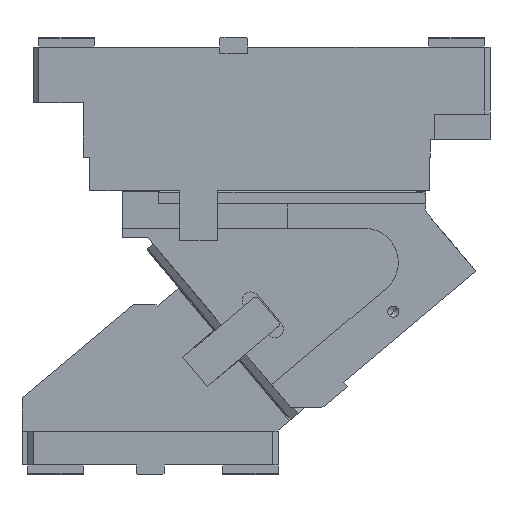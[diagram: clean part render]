
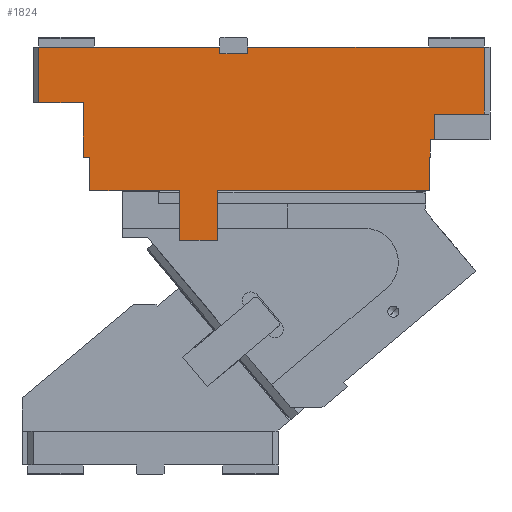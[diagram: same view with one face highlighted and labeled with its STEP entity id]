
A CAD part, front view. The second image highlights one B-rep face of the part: STEP entity #1824.
In plain terms, the highlighted planar face has unit normal (0, -1, 0).
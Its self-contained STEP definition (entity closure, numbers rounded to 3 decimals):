
#101=CARTESIAN_POINT('Vertex',(355.87,-175.,-98.77)) ;
#150=CARTESIAN_POINT('Vertex',(356.37,-175.,-98.77)) ;
#153=CARTESIAN_POINT('Line Origine',(356.12,-175.,-98.77)) ;
#176=CARTESIAN_POINT('Line Origine',(356.37,-175.,-90.935)) ;
#180=CARTESIAN_POINT('Vertex',(356.37,-175.,-83.1)) ;
#241=CARTESIAN_POINT('Vertex',(360.27,-175.,-83.1)) ;
#244=CARTESIAN_POINT('Line Origine',(358.32,-175.,-83.1)) ;
#441=CARTESIAN_POINT('Vertex',(192.5,-175.,0.)) ;
#444=CARTESIAN_POINT('Line Origine',(298.75,-175.,0.)) ;
#448=CARTESIAN_POINT('Vertex',(405.,-175.,0.)) ;
#931=CARTESIAN_POINT('Vertex',(5.,-175.,0.)) ;
#934=CARTESIAN_POINT('Line Origine',(86.25,-175.,0.)) ;
#938=CARTESIAN_POINT('Vertex',(167.5,-175.,0.)) ;
#1261=CARTESIAN_POINT('Vertex',(50.87,-175.,-128.77)) ;
#1264=CARTESIAN_POINT('Line Origine',(50.87,-175.,-113.77)) ;
#1268=CARTESIAN_POINT('Vertex',(50.87,-175.,-98.77)) ;
#1364=CARTESIAN_POINT('Vertex',(355.87,-175.,-128.77)) ;
#1367=CARTESIAN_POINT('Line Origine',(260.62,-175.,-128.77)) ;
#1371=CARTESIAN_POINT('Vertex',(165.37,-175.,-128.77)) ;
#1392=CARTESIAN_POINT('Vertex',(131.37,-175.,-128.77)) ;
#1395=CARTESIAN_POINT('Line Origine',(115.12,-175.,-128.77)) ;
#1399=CARTESIAN_POINT('Vertex',(98.87,-175.,-128.77)) ;
#1402=CARTESIAN_POINT('Line Origine',(74.87,-175.,-128.77)) ;
#1706=CARTESIAN_POINT('Axis2P3D Location',(0.,-175.,0.)) ;
#1711=CARTESIAN_POINT('Line Origine',(355.87,-175.,-113.77)) ;
#1716=CARTESIAN_POINT('Line Origine',(360.27,-175.,-71.6)) ;
#1720=CARTESIAN_POINT('Vertex',(360.27,-175.,-60.1)) ;
#1723=CARTESIAN_POINT('Line Origine',(382.635,-175.,-60.1)) ;
#1727=CARTESIAN_POINT('Vertex',(405.,-175.,-60.1)) ;
#1730=CARTESIAN_POINT('Line Origine',(405.,-175.,-30.05)) ;
#1735=CARTESIAN_POINT('Line Origine',(192.5,-175.,-3.)) ;
#1739=CARTESIAN_POINT('Vertex',(192.5,-175.,-6.)) ;
#1742=CARTESIAN_POINT('Line Origine',(180.,-175.,-6.)) ;
#1746=CARTESIAN_POINT('Vertex',(167.5,-175.,-6.)) ;
#1749=CARTESIAN_POINT('Line Origine',(167.5,-175.,-3.)) ;
#1754=CARTESIAN_POINT('Line Origine',(5.,-175.,-25.)) ;
#1758=CARTESIAN_POINT('Vertex',(5.,-175.,-50.)) ;
#1761=CARTESIAN_POINT('Line Origine',(25.,-175.,-50.)) ;
#1765=CARTESIAN_POINT('Vertex',(45.,-175.,-50.)) ;
#1768=CARTESIAN_POINT('Line Origine',(45.,-175.,-74.385)) ;
#1772=CARTESIAN_POINT('Vertex',(45.,-175.,-98.77)) ;
#1775=CARTESIAN_POINT('Line Origine',(47.935,-175.,-98.77)) ;
#1780=CARTESIAN_POINT('Line Origine',(131.37,-175.,-151.02)) ;
#1784=CARTESIAN_POINT('Vertex',(131.37,-175.,-173.27)) ;
#1787=CARTESIAN_POINT('Line Origine',(148.37,-175.,-173.27)) ;
#1791=CARTESIAN_POINT('Vertex',(165.37,-175.,-173.27)) ;
#1794=CARTESIAN_POINT('Line Origine',(165.37,-175.,-151.02)) ;
#154=DIRECTION('Vector Direction',(-1.,0.,0.)) ;
#177=DIRECTION('Vector Direction',(0.,0.,-1.)) ;
#245=DIRECTION('Vector Direction',(-1.,0.,0.)) ;
#445=DIRECTION('Vector Direction',(1.,0.,0.)) ;
#935=DIRECTION('Vector Direction',(1.,0.,0.)) ;
#1265=DIRECTION('Vector Direction',(0.,0.,-1.)) ;
#1368=DIRECTION('Vector Direction',(-1.,0.,0.)) ;
#1396=DIRECTION('Vector Direction',(-1.,0.,0.)) ;
#1403=DIRECTION('Vector Direction',(1.,0.,0.)) ;
#1707=DIRECTION('Axis2P3D Direction',(0.,1.,0.)) ;
#1708=DIRECTION('Axis2P3D XDirection',(0.,0.,1.)) ;
#1712=DIRECTION('Vector Direction',(0.,0.,-1.)) ;
#1717=DIRECTION('Vector Direction',(0.,0.,1.)) ;
#1724=DIRECTION('Vector Direction',(1.,0.,0.)) ;
#1731=DIRECTION('Vector Direction',(0.,0.,1.)) ;
#1736=DIRECTION('Vector Direction',(0.,0.,-1.)) ;
#1743=DIRECTION('Vector Direction',(1.,0.,0.)) ;
#1750=DIRECTION('Vector Direction',(0.,0.,1.)) ;
#1755=DIRECTION('Vector Direction',(0.,0.,-1.)) ;
#1762=DIRECTION('Vector Direction',(1.,0.,0.)) ;
#1769=DIRECTION('Vector Direction',(0.,0.,-1.)) ;
#1776=DIRECTION('Vector Direction',(-1.,0.,0.)) ;
#1781=DIRECTION('Vector Direction',(0.,0.,1.)) ;
#1788=DIRECTION('Vector Direction',(1.,0.,0.)) ;
#1795=DIRECTION('Vector Direction',(0.,0.,1.)) ;
#1709=AXIS2_PLACEMENT_3D('Plane Axis2P3D',#1706,#1707,#1708) ;
#1800=ORIENTED_EDGE('',*,*,#1373,.T.) ;
#1801=ORIENTED_EDGE('',*,*,#1715,.T.) ;
#1802=ORIENTED_EDGE('',*,*,#157,.F.) ;
#1803=ORIENTED_EDGE('',*,*,#182,.F.) ;
#1804=ORIENTED_EDGE('',*,*,#248,.F.) ;
#1805=ORIENTED_EDGE('',*,*,#1722,.T.) ;
#1806=ORIENTED_EDGE('',*,*,#1729,.T.) ;
#1807=ORIENTED_EDGE('',*,*,#1734,.T.) ;
#1808=ORIENTED_EDGE('',*,*,#450,.F.) ;
#1809=ORIENTED_EDGE('',*,*,#1741,.T.) ;
#1810=ORIENTED_EDGE('',*,*,#1748,.F.) ;
#1811=ORIENTED_EDGE('',*,*,#1753,.T.) ;
#1812=ORIENTED_EDGE('',*,*,#940,.F.) ;
#1813=ORIENTED_EDGE('',*,*,#1760,.T.) ;
#1814=ORIENTED_EDGE('',*,*,#1767,.T.) ;
#1815=ORIENTED_EDGE('',*,*,#1774,.T.) ;
#1816=ORIENTED_EDGE('',*,*,#1779,.F.) ;
#1817=ORIENTED_EDGE('',*,*,#1270,.T.) ;
#1818=ORIENTED_EDGE('',*,*,#1406,.T.) ;
#1819=ORIENTED_EDGE('',*,*,#1401,.T.) ;
#1820=ORIENTED_EDGE('',*,*,#1786,.F.) ;
#1821=ORIENTED_EDGE('',*,*,#1793,.T.) ;
#1822=ORIENTED_EDGE('',*,*,#1798,.T.) ;
#155=VECTOR('Line Direction',#154,1.) ;
#178=VECTOR('Line Direction',#177,1.) ;
#246=VECTOR('Line Direction',#245,1.) ;
#446=VECTOR('Line Direction',#445,1.) ;
#936=VECTOR('Line Direction',#935,1.) ;
#1266=VECTOR('Line Direction',#1265,1.) ;
#1369=VECTOR('Line Direction',#1368,1.) ;
#1397=VECTOR('Line Direction',#1396,1.) ;
#1404=VECTOR('Line Direction',#1403,1.) ;
#1713=VECTOR('Line Direction',#1712,1.) ;
#1718=VECTOR('Line Direction',#1717,1.) ;
#1725=VECTOR('Line Direction',#1724,1.) ;
#1732=VECTOR('Line Direction',#1731,1.) ;
#1737=VECTOR('Line Direction',#1736,1.) ;
#1744=VECTOR('Line Direction',#1743,1.) ;
#1751=VECTOR('Line Direction',#1750,1.) ;
#1756=VECTOR('Line Direction',#1755,1.) ;
#1763=VECTOR('Line Direction',#1762,1.) ;
#1770=VECTOR('Line Direction',#1769,1.) ;
#1777=VECTOR('Line Direction',#1776,1.) ;
#1782=VECTOR('Line Direction',#1781,1.) ;
#1789=VECTOR('Line Direction',#1788,1.) ;
#1796=VECTOR('Line Direction',#1795,1.) ;
#1824=ADVANCED_FACE('CAM HOLDER',(#1823),#1710,.F.) ;
#157=EDGE_CURVE('',#151,#102,#156,.T.) ;
#182=EDGE_CURVE('',#181,#151,#179,.T.) ;
#248=EDGE_CURVE('',#242,#181,#247,.T.) ;
#450=EDGE_CURVE('',#442,#449,#447,.T.) ;
#940=EDGE_CURVE('',#932,#939,#937,.T.) ;
#1270=EDGE_CURVE('',#1269,#1262,#1267,.T.) ;
#1373=EDGE_CURVE('',#1372,#1365,#1370,.F.) ;
#1401=EDGE_CURVE('',#1400,#1393,#1398,.F.) ;
#1406=EDGE_CURVE('',#1262,#1400,#1405,.T.) ;
#1715=EDGE_CURVE('',#1365,#102,#1714,.F.) ;
#1722=EDGE_CURVE('',#242,#1721,#1719,.T.) ;
#1729=EDGE_CURVE('',#1721,#1728,#1726,.T.) ;
#1734=EDGE_CURVE('',#1728,#449,#1733,.T.) ;
#1741=EDGE_CURVE('',#442,#1740,#1738,.T.) ;
#1748=EDGE_CURVE('',#1747,#1740,#1745,.T.) ;
#1753=EDGE_CURVE('',#1747,#939,#1752,.T.) ;
#1760=EDGE_CURVE('',#932,#1759,#1757,.T.) ;
#1767=EDGE_CURVE('',#1759,#1766,#1764,.T.) ;
#1774=EDGE_CURVE('',#1766,#1773,#1771,.T.) ;
#1779=EDGE_CURVE('',#1269,#1773,#1778,.T.) ;
#1786=EDGE_CURVE('',#1785,#1393,#1783,.T.) ;
#1793=EDGE_CURVE('',#1785,#1792,#1790,.T.) ;
#1798=EDGE_CURVE('',#1792,#1372,#1797,.T.) ;
#1799=EDGE_LOOP('',(#1800,#1801,#1802,#1803,#1804,#1805,#1806,#1807,#1808,#1809,#1810,#1811,#1812,#1813,#1814,#1815,#1816,#1817,#1818,#1819,#1820,#1821,#1822)) ;
#1823=FACE_OUTER_BOUND('',#1799,.T.) ;
#156=LINE('Line',#153,#155) ;
#179=LINE('Line',#176,#178) ;
#247=LINE('Line',#244,#246) ;
#447=LINE('Line',#444,#446) ;
#937=LINE('Line',#934,#936) ;
#1267=LINE('Line',#1264,#1266) ;
#1370=LINE('Line',#1367,#1369) ;
#1398=LINE('Line',#1395,#1397) ;
#1405=LINE('Line',#1402,#1404) ;
#1714=LINE('Line',#1711,#1713) ;
#1719=LINE('Line',#1716,#1718) ;
#1726=LINE('Line',#1723,#1725) ;
#1733=LINE('Line',#1730,#1732) ;
#1738=LINE('Line',#1735,#1737) ;
#1745=LINE('Line',#1742,#1744) ;
#1752=LINE('Line',#1749,#1751) ;
#1757=LINE('Line',#1754,#1756) ;
#1764=LINE('Line',#1761,#1763) ;
#1771=LINE('Line',#1768,#1770) ;
#1778=LINE('Line',#1775,#1777) ;
#1783=LINE('Line',#1780,#1782) ;
#1790=LINE('Line',#1787,#1789) ;
#1797=LINE('Line',#1794,#1796) ;
#1710=PLANE('Plane',#1709) ;
#102=VERTEX_POINT('',#101) ;
#151=VERTEX_POINT('',#150) ;
#181=VERTEX_POINT('',#180) ;
#242=VERTEX_POINT('',#241) ;
#442=VERTEX_POINT('',#441) ;
#449=VERTEX_POINT('',#448) ;
#932=VERTEX_POINT('',#931) ;
#939=VERTEX_POINT('',#938) ;
#1262=VERTEX_POINT('',#1261) ;
#1269=VERTEX_POINT('',#1268) ;
#1365=VERTEX_POINT('',#1364) ;
#1372=VERTEX_POINT('',#1371) ;
#1393=VERTEX_POINT('',#1392) ;
#1400=VERTEX_POINT('',#1399) ;
#1721=VERTEX_POINT('',#1720) ;
#1728=VERTEX_POINT('',#1727) ;
#1740=VERTEX_POINT('',#1739) ;
#1747=VERTEX_POINT('',#1746) ;
#1759=VERTEX_POINT('',#1758) ;
#1766=VERTEX_POINT('',#1765) ;
#1773=VERTEX_POINT('',#1772) ;
#1785=VERTEX_POINT('',#1784) ;
#1792=VERTEX_POINT('',#1791) ;
